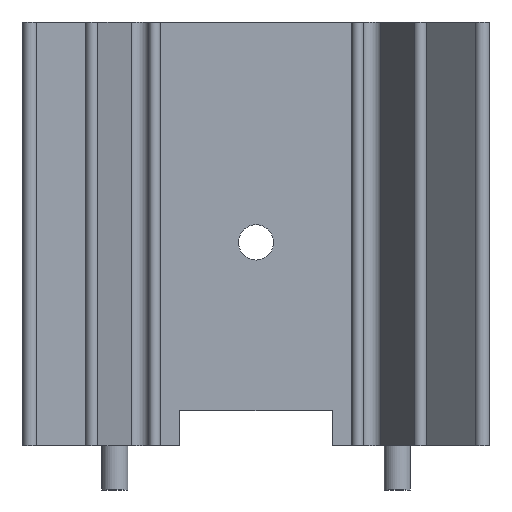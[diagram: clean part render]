
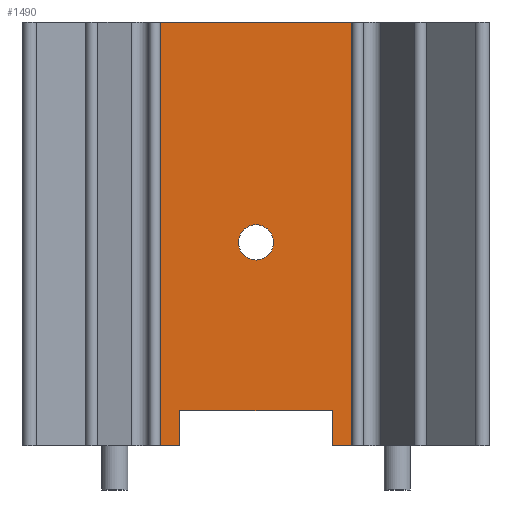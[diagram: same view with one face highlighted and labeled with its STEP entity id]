
A CAD part, front view. The second image highlights one B-rep face of the part: STEP entity #1490.
In plain terms, the highlighted planar face has unit normal (0, -1, 0).
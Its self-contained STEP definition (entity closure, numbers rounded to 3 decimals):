
#20=LINE($,#2163,#176);
#24=LINE($,#2172,#180);
#28=LINE($,#2179,#184);
#30=LINE($,#2183,#186);
#69=LINE($,#2320,#225);
#98=LINE($,#2392,#254);
#99=LINE($,#2395,#255);
#100=LINE($,#2396,#256);
#176=VECTOR($,#1712,3.18);
#180=VECTOR($,#1718,3.18);
#184=VECTOR($,#1724,13.72);
#186=VECTOR($,#1728,1.744);
#225=VECTOR($,#1829,1.744);
#254=VECTOR($,#1906,38.1);
#255=VECTOR($,#1909,17.208);
#256=VECTOR($,#1910,38.1);
#347=PLANE($,#1617);
#382=FACE_BOUND($,#492,.T.);
#408=FACE_OUTER_BOUND($,#491,.T.);
#491=EDGE_LOOP($,(#1149,#1150,#1151,#1152,#1153,#1154,#1155,#1156));
#492=EDGE_LOOP($,(#1157));
#553=CIRCLE($,#1557,1.585);
#619=VERTEX_POINT($,#2158);
#620=VERTEX_POINT($,#2161);
#621=VERTEX_POINT($,#2162);
#624=VERTEX_POINT($,#2170);
#625=VERTEX_POINT($,#2171);
#628=VERTEX_POINT($,#2182);
#695=VERTEX_POINT($,#2318);
#714=VERTEX_POINT($,#2390);
#715=VERTEX_POINT($,#2394);
#769=EDGE_CURVE($,#619,#619,#553,.T.);
#770=EDGE_CURVE($,#620,#621,#20,.T.);
#774=EDGE_CURVE($,#624,#625,#24,.T.);
#778=EDGE_CURVE($,#625,#620,#28,.T.);
#780=EDGE_CURVE($,#628,#624,#30,.T.);
#849=EDGE_CURVE($,#621,#695,#69,.T.);
#885=EDGE_CURVE($,#695,#714,#98,.T.);
#886=EDGE_CURVE($,#714,#715,#99,.T.);
#887=EDGE_CURVE($,#628,#715,#100,.T.);
#1149=ORIENTED_EDGE($,*,*,#770,.T.);
#1150=ORIENTED_EDGE($,*,*,#849,.T.);
#1151=ORIENTED_EDGE($,*,*,#885,.T.);
#1152=ORIENTED_EDGE($,*,*,#886,.T.);
#1153=ORIENTED_EDGE($,*,*,#887,.F.);
#1154=ORIENTED_EDGE($,*,*,#780,.T.);
#1155=ORIENTED_EDGE($,*,*,#774,.T.);
#1156=ORIENTED_EDGE($,*,*,#778,.T.);
#1157=ORIENTED_EDGE($,*,*,#769,.T.);
#1490=ADVANCED_FACE($,(#408,#382),#347,.T.);
#1557=AXIS2_PLACEMENT_3D($,#2159,#1708,#1709);
#1617=AXIS2_PLACEMENT_3D($,#2393,#1907,#1908);
#1708=DIRECTION('center_axis',(0.,1.,0.));
#1709=DIRECTION('ref_axis',(1.,0.,0.));
#1712=DIRECTION($,(0.,0.,-1.));
#1718=DIRECTION($,(0.,0.,1.));
#1724=DIRECTION($,(1.,0.,0.));
#1728=DIRECTION($,(1.,0.,0.));
#1829=DIRECTION($,(1.,0.,0.));
#1906=DIRECTION($,(0.,0.,1.));
#1907=DIRECTION('center_axis',(0.,-1.,0.));
#1908=DIRECTION('ref_axis',(0.,0.,-1.));
#1909=DIRECTION($,(-1.,0.,0.));
#1910=DIRECTION($,(0.,0.,1.));
#2158=CARTESIAN_POINT('',(1.585,-0.785,18.29));
#2159=CARTESIAN_POINT('Origin',(0.,-0.785,
18.29));
#2161=CARTESIAN_POINT('',(6.86,-0.785,3.18));
#2162=CARTESIAN_POINT('',(6.86,-0.785,0.));
#2163=CARTESIAN_POINT($,(6.86,-0.785,0.));
#2170=CARTESIAN_POINT('',(-6.86,-0.785,0.));
#2171=CARTESIAN_POINT('',(-6.86,-0.785,3.18));
#2172=CARTESIAN_POINT($,(-6.86,-0.785,1.59));
#2179=CARTESIAN_POINT($,(7.732,-0.785,3.18));
#2182=CARTESIAN_POINT('',(-8.604,-0.785,0.));
#2183=CARTESIAN_POINT($,(-8.604,-0.785,0.));
#2318=CARTESIAN_POINT('',(8.604,-0.785,0.));
#2320=CARTESIAN_POINT($,(-8.604,-0.785,0.));
#2390=CARTESIAN_POINT('',(8.604,-0.785,38.1));
#2392=CARTESIAN_POINT($,(8.604,-0.785,0.));
#2393=CARTESIAN_POINT('Origin',(8.604,-0.785,0.));
#2394=CARTESIAN_POINT('',(-8.604,-0.785,38.1));
#2395=CARTESIAN_POINT($,(-8.604,-0.785,38.1));
#2396=CARTESIAN_POINT($,(-8.604,-0.785,0.));
